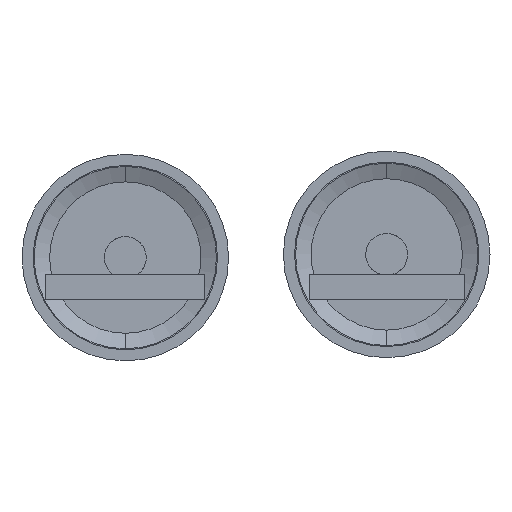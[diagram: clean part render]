
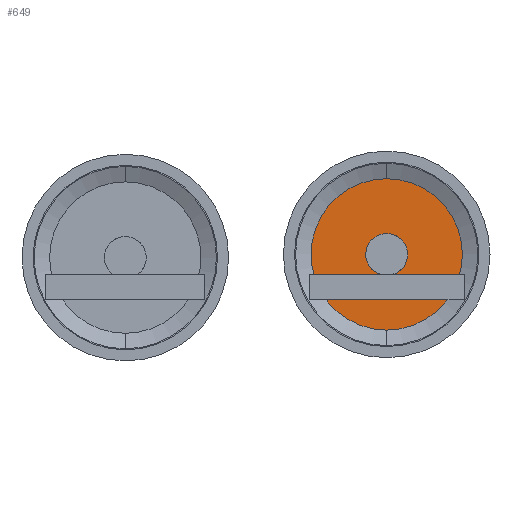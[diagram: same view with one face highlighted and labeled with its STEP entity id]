
A CAD part, front view. The second image highlights one B-rep face of the part: STEP entity #649.
In plain terms, the highlighted planar face has unit normal (0, -1, 0).
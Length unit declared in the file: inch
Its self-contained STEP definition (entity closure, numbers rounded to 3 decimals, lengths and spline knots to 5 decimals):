
#542 = DIRECTION ( 'NONE',  ( 0., 0., -1. ) ) ;
#543 = DIRECTION ( 'NONE',  ( 0., -1., 0. ) ) ;
#545 = PLANE ( 'NONE',  #3291 ) ;
#549 = CARTESIAN_POINT ( 'NONE',  ( 0.42656, 0.25281, 0. ) ) ;
#649 = ADVANCED_FACE ( 'NONE', ( #1679, #1670 ), #545, .T. ) ;
#1079 = DIRECTION ( 'NONE',  ( 0., 0., 1. ) ) ;
#1080 = DIRECTION ( 'NONE',  ( 0., -1., 0. ) ) ;
#1081 = CARTESIAN_POINT ( 'NONE',  ( 0.42656, 0.25281, 0. ) ) ;
#1127 = DIRECTION ( 'NONE',  ( 0., 0., -1. ) ) ;
#1128 = DIRECTION ( 'NONE',  ( 0., -1., 0. ) ) ;
#1129 = CARTESIAN_POINT ( 'NONE',  ( 0.42656, 0.25281, 0. ) ) ;
#1390 = CIRCLE ( 'NONE', #4401, 0.0905 ) ;
#1418 = CIRCLE ( 'NONE', #4445, 0.025 ) ;
#1670 = FACE_OUTER_BOUND ( 'NONE', #3413, .T. ) ;
#1679 = FACE_BOUND ( 'NONE', #3389, .T. ) ;
#1992 = EDGE_CURVE ( 'NONE', #3736, #3738, #1418, .T. ) ;
#2003 = EDGE_CURVE ( 'NONE', #2914, #2915, #1390, .T. ) ;
#2119 = EDGE_CURVE ( 'NONE', #2915, #2914, #2610, .T. ) ;
#2558 = CIRCLE ( 'NONE', #4435, 0.025 ) ;
#2610 = CIRCLE ( 'NONE', #4442, 0.0905 ) ;
#2914 = VERTEX_POINT ( 'NONE', #4240 ) ;
#2915 = VERTEX_POINT ( 'NONE', #4239 ) ;
#3254 = CARTESIAN_POINT ( 'NONE',  ( 0.42656, 0.25281, 0.025 ) ) ;
#3257 = CARTESIAN_POINT ( 'NONE',  ( 0.42656, 0.25281, -0.025 ) ) ;
#3291 = AXIS2_PLACEMENT_3D ( 'NONE', #549, #543, #542 ) ;
#3352 = EDGE_CURVE ( 'NONE', #3738, #3736, #2558, .T. ) ;
#3389 = EDGE_LOOP ( 'NONE', ( #3625, #3626 ) ) ;
#3413 = EDGE_LOOP ( 'NONE', ( #3627, #3628 ) ) ;
#3625 = ORIENTED_EDGE ( 'NONE', *, *, #1992, .F. ) ;
#3626 = ORIENTED_EDGE ( 'NONE', *, *, #3352, .F. ) ;
#3627 = ORIENTED_EDGE ( 'NONE', *, *, #2003, .T. ) ;
#3628 = ORIENTED_EDGE ( 'NONE', *, *, #2119, .T. ) ;
#3736 = VERTEX_POINT ( 'NONE', #3257 ) ;
#3738 = VERTEX_POINT ( 'NONE', #3254 ) ;
#4181 = DIRECTION ( 'NONE',  ( 0., 0., -1. ) ) ;
#4183 = DIRECTION ( 'NONE',  ( 0., -1., 0. ) ) ;
#4184 = CARTESIAN_POINT ( 'NONE',  ( 0.42656, 0.25281, 0. ) ) ;
#4239 = CARTESIAN_POINT ( 'NONE',  ( 0.42656, 0.25281, -0.0905 ) ) ;
#4240 = CARTESIAN_POINT ( 'NONE',  ( 0.42656, 0.25281, 0.0905 ) ) ;
#4359 = DIRECTION ( 'NONE',  ( 0., 0., 1. ) ) ;
#4360 = DIRECTION ( 'NONE',  ( 0., -1., 0. ) ) ;
#4361 = CARTESIAN_POINT ( 'NONE',  ( 0.42656, 0.25281, 0. ) ) ;
#4401 = AXIS2_PLACEMENT_3D ( 'NONE', #1081, #1080, #1079 ) ;
#4435 = AXIS2_PLACEMENT_3D ( 'NONE', #4184, #4183, #4181 ) ;
#4442 = AXIS2_PLACEMENT_3D ( 'NONE', #4361, #4360, #4359 ) ;
#4445 = AXIS2_PLACEMENT_3D ( 'NONE', #1129, #1128, #1127 ) ;
